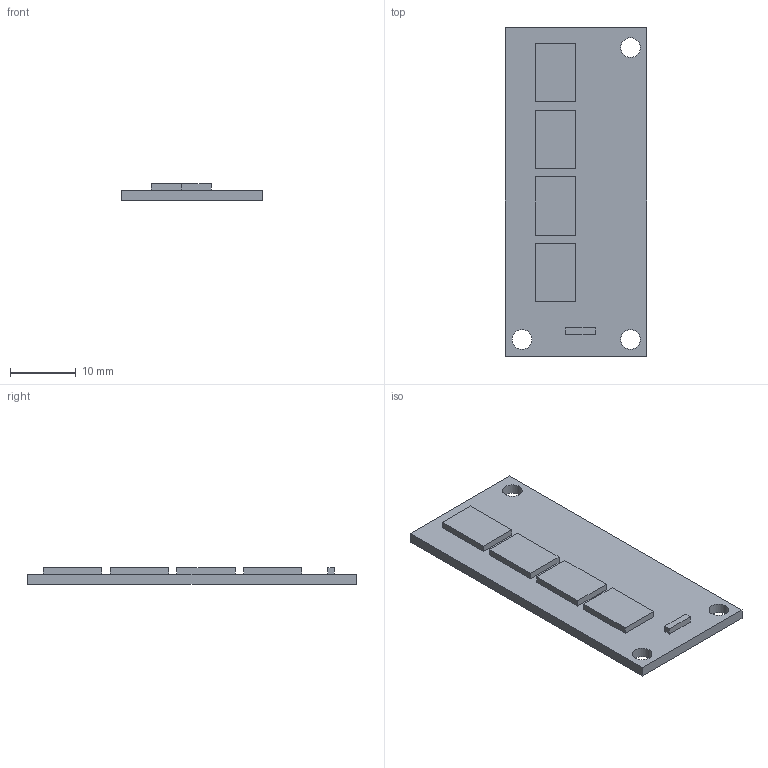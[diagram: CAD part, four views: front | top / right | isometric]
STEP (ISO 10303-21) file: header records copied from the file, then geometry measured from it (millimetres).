
FILE_DESCRIPTION(/* description */ (''),/* implementation_level */ '2;1');
FILE_NAME(/* name */ '2f4c8b4b-3534-49d9-b8fb-671f0b18fa56.stp',/* time_stamp */ '2020-11-28T14:56:43+00:00',/* author */ (''),/* organization */ (''),/* preprocessor_version */ 'ST-DEVELOPER v18.1',/* originating_system */ 'Autodesk Translation Framework v9.3.0.1241',/* authorisation */ '');
FILE_SCHEMA (('AUTOMOTIVE_DESIGN { 1 0 10303 214 3 1 1 }'));
Length unit declared in the file: millimetre
Products named in the file (5): 2f4c8b4b-3534-49d9-b8fb-671f0b18fa56; PCB Component; Board; 1X05WIRE; 6MM_SWITCH
Assembly tree (7 placements, depth 3):
  2f4c8b4b-3534-49d9-b8fb-671f0b18fa56
    PCB Component
      Board
      1X05WIRE
      6MM_SWITCH  x4
Bounding box: 21.5 x 50 x 2.57 mm (x, y, z)
Volume: 1875.8 mm3; surface area: 2950.1 mm2
Topology: 6 solids, 6 shells, 39 faces, 81 edges, 54 vertices
Faces by surface type: plane 36, cylinder 3
Full cylindrical faces by diameter (mm): 3 x3
Entity records: 752 total; most frequent: DIRECTION 117, CARTESIAN_POINT 108, ORIENTED_EDGE 90, EDGE_CURVE 45, LINE 39, VECTOR 39, AXIS2_PLACEMENT_3D 39, VERTEX_POINT 30
